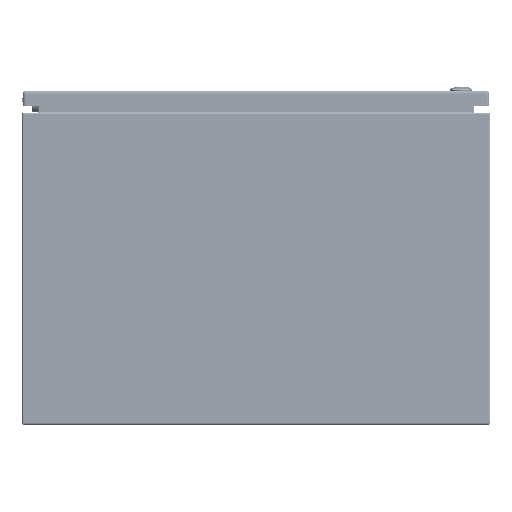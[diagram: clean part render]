
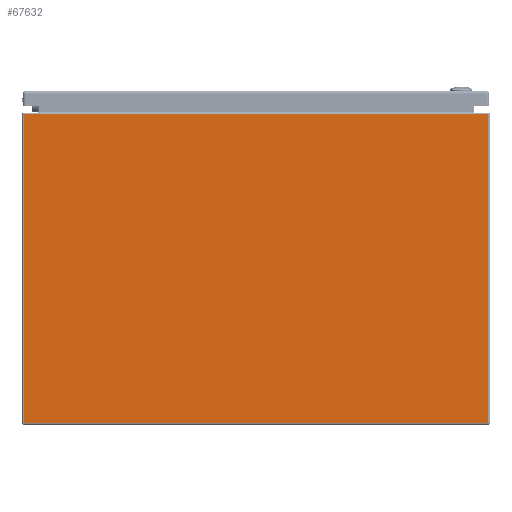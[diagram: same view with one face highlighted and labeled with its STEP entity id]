
A CAD part, front view. The second image highlights one B-rep face of the part: STEP entity #67632.
In plain terms, the highlighted planar face has unit normal (0, -1, 0).
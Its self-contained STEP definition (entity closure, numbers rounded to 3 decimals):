
#6853=LINE('',#95146,#10992);
#6859=LINE('',#95164,#10998);
#6862=LINE('',#95179,#11001);
#6888=LINE('',#95328,#11027);
#10992=VECTOR('',#78780,0.394);
#10998=VECTOR('',#78800,0.394);
#11001=VECTOR('',#78817,0.394);
#11027=VECTOR('',#78989,0.394);
#16251=FACE_OUTER_BOUND('',#20441,.T.);
#20441=EDGE_LOOP('',(#45086,#45087,#45088,#45089));
#27473=VERTEX_POINT('',#95137);
#27476=VERTEX_POINT('',#95144);
#27481=VERTEX_POINT('',#95163);
#27485=VERTEX_POINT('',#95172);
#34201=EDGE_CURVE('',#27476,#27473,#6853,.T.);
#34210=EDGE_CURVE('',#27473,#27481,#6859,.T.);
#34218=EDGE_CURVE('',#27481,#27485,#6862,.T.);
#34292=EDGE_CURVE('',#27485,#27476,#6888,.T.);
#45086=ORIENTED_EDGE('',*,*,#34201,.F.);
#45087=ORIENTED_EDGE('',*,*,#34292,.F.);
#45088=ORIENTED_EDGE('',*,*,#34218,.F.);
#45089=ORIENTED_EDGE('',*,*,#34210,.F.);
#66134=PLANE('',#72733);
#67632=ADVANCED_FACE('',(#16251),#66134,.F.);
#72733=AXIS2_PLACEMENT_3D('',#95327,#78987,#78988);
#78780=DIRECTION('',(0.,0.,1.));
#78800=DIRECTION('',(1.,0.,0.));
#78817=DIRECTION('',(0.,0.,-1.));
#78987=DIRECTION('center_axis',(0.,1.,0.));
#78988=DIRECTION('ref_axis',(0.,0.,1.));
#78989=DIRECTION('',(-1.,0.,0.));
#95137=CARTESIAN_POINT('',(-11.916,-15.,15.916));
#95144=CARTESIAN_POINT('',(-11.916,-15.,0.084));
#95146=CARTESIAN_POINT('',(-11.916,-15.,15.916));
#95163=CARTESIAN_POINT('',(11.916,-15.,15.916));
#95164=CARTESIAN_POINT('',(-11.078,-15.,15.916));
#95172=CARTESIAN_POINT('',(11.916,-15.,0.084));
#95179=CARTESIAN_POINT('',(11.916,-15.,15.916));
#95327=CARTESIAN_POINT('Origin',(11.078,-15.,15.916));
#95328=CARTESIAN_POINT('',(11.518,-15.,0.084));
